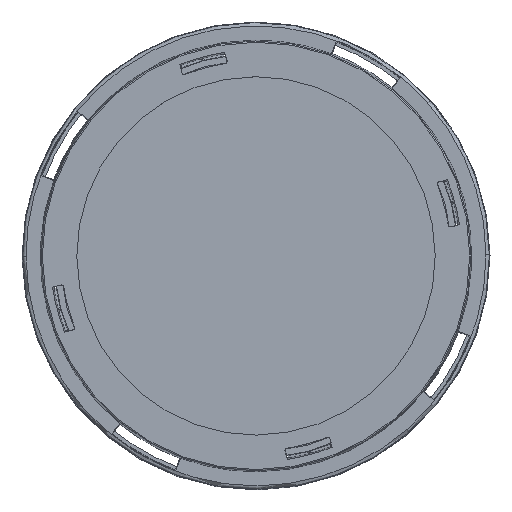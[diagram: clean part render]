
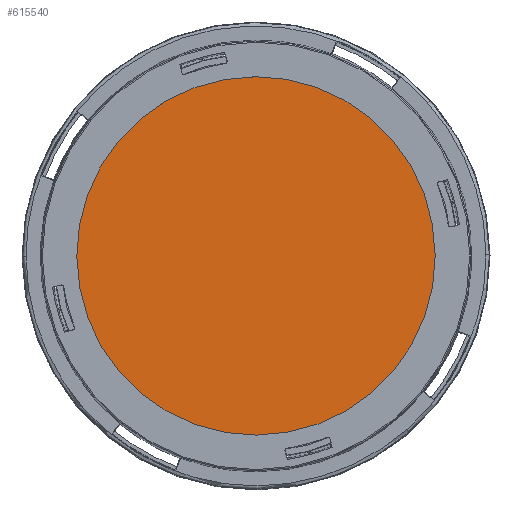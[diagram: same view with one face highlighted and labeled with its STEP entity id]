
A CAD part, top view. The second image highlights one B-rep face of the part: STEP entity #615540.
In plain terms, the highlighted face is planar.
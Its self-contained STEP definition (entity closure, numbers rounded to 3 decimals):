
#428300=CARTESIAN_POINT('',(-3.003,-42.5,
-64.074));
#428310=VERTEX_POINT('',#428300);
#428340=CARTESIAN_POINT('',(-3.003,0.,
-64.074));
#428350=DIRECTION('',(0.,0.,
1.));
#428360=DIRECTION('',(0.,1.,
0.));
#428370=AXIS2_PLACEMENT_3D('',#428340,#428350,#428360);
#428380=CIRCLE('',#428370,42.5);
#428390=CARTESIAN_POINT('',(-39.809,-21.25,
-64.074));
#428400=VERTEX_POINT('',#428390);
#428410=EDGE_CURVE('',#428400,#428310,#428380,.T.);
#428430=CARTESIAN_POINT('',(-3.003,42.5,
-64.074));
#428440=VERTEX_POINT('',#428430);
#428450=EDGE_CURVE('',#428440,#428400,#428380,.T.);
#615430=CARTESIAN_POINT('',(-24.916,5.835,
-64.074));
#615440=DIRECTION('',(0.,0.,
-1.));
#615450=DIRECTION('',(-0.257,-0.966,
0.));
#615460=AXIS2_PLACEMENT_3D('',#615430,#615440,#615450);
#615470=PLANE('',#615460);
#615480=ORIENTED_EDGE('',*,*,#428410,.F.);
#615490=EDGE_CURVE('',#428310,#428440,#428380,.T.);
#615500=ORIENTED_EDGE('',*,*,#615490,.F.);
#615510=ORIENTED_EDGE('',*,*,#428450,.F.);
#615520=EDGE_LOOP('',(#615510,#615500,#615480));
#615530=FACE_OUTER_BOUND('',#615520,.T.);
#615540=ADVANCED_FACE('',(#615530),#615470,.T.);
